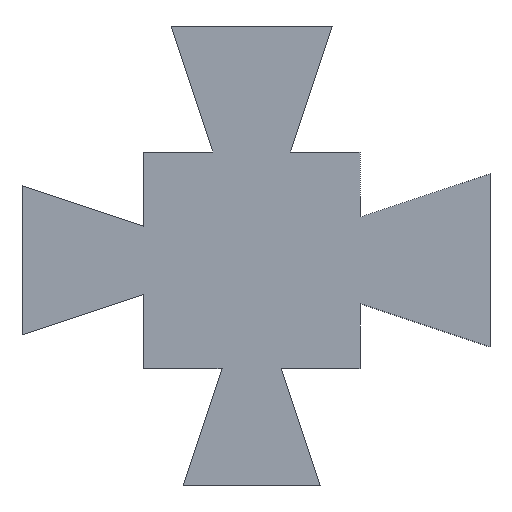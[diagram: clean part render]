
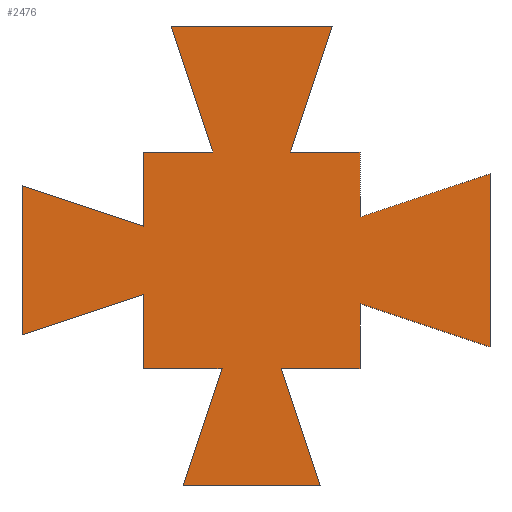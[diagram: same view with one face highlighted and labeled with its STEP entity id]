
A CAD part, front view. The second image highlights one B-rep face of the part: STEP entity #2476.
In plain terms, the highlighted planar face has unit normal (0, -1, 0).
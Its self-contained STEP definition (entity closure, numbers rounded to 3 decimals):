
#86=PLANE('',#2556);
#216=FACE_OUTER_BOUND('',#352,.T.);
#352=EDGE_LOOP('',(#2240,#2241,#2242,#2243,#2244,#2245,#2246,#2247,#2248,
#2249,#2250,#2251,#2252,#2253,#2254,#2255,#2256,#2257,#2258,#2259));
#436=LINE('',#3409,#671);
#536=LINE('',#4642,#771);
#539=LINE('',#4648,#774);
#542=LINE('',#4655,#777);
#543=LINE('',#4658,#778);
#549=LINE('',#4670,#784);
#553=LINE('',#4679,#788);
#555=LINE('',#4682,#790);
#558=LINE('',#4688,#793);
#559=LINE('',#4690,#794);
#564=LINE('',#4700,#799);
#567=LINE('',#4706,#802);
#570=LINE('',#4712,#805);
#572=LINE('',#4715,#807);
#573=LINE('',#4718,#808);
#579=LINE('',#4730,#814);
#582=LINE('',#4736,#817);
#585=LINE('',#4742,#820);
#586=LINE('',#4744,#821);
#589=LINE('',#4748,#824);
#671=VECTOR('',#2689,10.);
#771=VECTOR('',#2831,10.);
#774=VECTOR('',#2836,10.);
#777=VECTOR('',#2843,10.);
#778=VECTOR('',#2846,10.);
#784=VECTOR('',#2854,10.);
#788=VECTOR('',#2860,10.);
#790=VECTOR('',#2864,10.);
#793=VECTOR('',#2869,10.);
#794=VECTOR('',#2872,10.);
#799=VECTOR('',#2879,10.);
#802=VECTOR('',#2884,10.);
#805=VECTOR('',#2889,10.);
#807=VECTOR('',#2893,10.);
#808=VECTOR('',#2896,10.);
#814=VECTOR('',#2904,10.);
#817=VECTOR('',#2909,10.);
#820=VECTOR('',#2914,10.);
#821=VECTOR('',#2917,10.);
#824=VECTOR('',#2922,10.);
#1025=VERTEX_POINT('',#3402);
#1028=VERTEX_POINT('',#3407);
#1160=VERTEX_POINT('',#4640);
#1162=VERTEX_POINT('',#4645);
#1164=VERTEX_POINT('',#4653);
#1165=VERTEX_POINT('',#4657);
#1168=VERTEX_POINT('',#4664);
#1170=VERTEX_POINT('',#4668);
#1172=VERTEX_POINT('',#4673);
#1174=VERTEX_POINT('',#4677);
#1176=VERTEX_POINT('',#4686);
#1178=VERTEX_POINT('',#4694);
#1180=VERTEX_POINT('',#4698);
#1182=VERTEX_POINT('',#4704);
#1184=VERTEX_POINT('',#4709);
#1185=VERTEX_POINT('',#4717);
#1188=VERTEX_POINT('',#4724);
#1190=VERTEX_POINT('',#4728);
#1192=VERTEX_POINT('',#4734);
#1194=VERTEX_POINT('',#4740);
#1306=EDGE_CURVE('',#1025,#1028,#436,.T.);
#1504=EDGE_CURVE('',#1028,#1160,#536,.T.);
#1507=EDGE_CURVE('',#1162,#1025,#539,.T.);
#1510=EDGE_CURVE('',#1160,#1164,#542,.T.);
#1511=EDGE_CURVE('',#1165,#1162,#543,.T.);
#1517=EDGE_CURVE('',#1168,#1170,#549,.T.);
#1521=EDGE_CURVE('',#1172,#1174,#553,.T.);
#1523=EDGE_CURVE('',#1174,#1168,#555,.T.);
#1526=EDGE_CURVE('',#1170,#1176,#558,.T.);
#1527=EDGE_CURVE('',#1164,#1172,#559,.T.);
#1532=EDGE_CURVE('',#1178,#1180,#564,.T.);
#1535=EDGE_CURVE('',#1180,#1182,#567,.T.);
#1538=EDGE_CURVE('',#1184,#1178,#570,.T.);
#1540=EDGE_CURVE('',#1182,#1165,#572,.T.);
#1541=EDGE_CURVE('',#1185,#1184,#573,.T.);
#1547=EDGE_CURVE('',#1188,#1190,#579,.T.);
#1550=EDGE_CURVE('',#1190,#1192,#582,.T.);
#1553=EDGE_CURVE('',#1192,#1194,#585,.T.);
#1554=EDGE_CURVE('',#1176,#1188,#586,.T.);
#1557=EDGE_CURVE('',#1194,#1185,#589,.T.);
#2240=ORIENTED_EDGE('',*,*,#1554,.T.);
#2241=ORIENTED_EDGE('',*,*,#1547,.T.);
#2242=ORIENTED_EDGE('',*,*,#1550,.T.);
#2243=ORIENTED_EDGE('',*,*,#1553,.T.);
#2244=ORIENTED_EDGE('',*,*,#1557,.T.);
#2245=ORIENTED_EDGE('',*,*,#1541,.T.);
#2246=ORIENTED_EDGE('',*,*,#1538,.T.);
#2247=ORIENTED_EDGE('',*,*,#1532,.T.);
#2248=ORIENTED_EDGE('',*,*,#1535,.T.);
#2249=ORIENTED_EDGE('',*,*,#1540,.T.);
#2250=ORIENTED_EDGE('',*,*,#1511,.T.);
#2251=ORIENTED_EDGE('',*,*,#1507,.T.);
#2252=ORIENTED_EDGE('',*,*,#1306,.T.);
#2253=ORIENTED_EDGE('',*,*,#1504,.T.);
#2254=ORIENTED_EDGE('',*,*,#1510,.T.);
#2255=ORIENTED_EDGE('',*,*,#1527,.T.);
#2256=ORIENTED_EDGE('',*,*,#1521,.T.);
#2257=ORIENTED_EDGE('',*,*,#1523,.T.);
#2258=ORIENTED_EDGE('',*,*,#1517,.T.);
#2259=ORIENTED_EDGE('',*,*,#1526,.T.);
#2476=ADVANCED_FACE('',(#216),#86,.T.);
#2556=AXIS2_PLACEMENT_3D('',#4749,#2923,#2924);
#2689=DIRECTION('',(1.,0.,0.));
#2831=DIRECTION('',(-0.316,0.,0.949));
#2836=DIRECTION('',(-0.316,0.,-0.949));
#2843=DIRECTION('',(1.,0.,0.));
#2846=DIRECTION('',(1.,0.,0.));
#2854=DIRECTION('',(-0.949,0.,-0.316));
#2860=DIRECTION('',(0.949,0.,-0.316));
#2864=DIRECTION('',(0.,0.,1.));
#2869=DIRECTION('',(0.,0.,1.));
#2872=DIRECTION('',(0.,0.,1.));
#2879=DIRECTION('',(0.,0.,-1.));
#2884=DIRECTION('',(0.949,0.,0.316));
#2889=DIRECTION('',(-0.949,0.,0.316));
#2893=DIRECTION('',(0.,0.,-1.));
#2896=DIRECTION('',(0.,0.,-1.));
#2904=DIRECTION('',(0.316,0.,0.949));
#2909=DIRECTION('',(-1.,0.,0.));
#2914=DIRECTION('',(0.316,0.,-0.949));
#2917=DIRECTION('',(-1.,0.,0.));
#2922=DIRECTION('',(-1.,0.,0.));
#2923=DIRECTION('center_axis',(0.,-1.,0.));
#2924=DIRECTION('ref_axis',(0.,0.,-1.));
#3402=CARTESIAN_POINT('',(0.916,-2.5,-2.7));
#3407=CARTESIAN_POINT('',(4.084,-2.5,-2.7));
#3409=CARTESIAN_POINT('',(0.916,-2.5,-2.7));
#4640=CARTESIAN_POINT('',(3.184,-2.5,0.));
#4642=CARTESIAN_POINT('',(4.084,-2.5,-2.7));
#4645=CARTESIAN_POINT('',(1.816,-2.5,0.));
#4648=CARTESIAN_POINT('',(1.816,-2.5,0.));
#4653=CARTESIAN_POINT('',(5.,-2.5,0.));
#4655=CARTESIAN_POINT('',(0.,-2.5,0.));
#4657=CARTESIAN_POINT('',(0.,-2.5,0.));
#4658=CARTESIAN_POINT('',(0.,-2.5,0.));
#4664=CARTESIAN_POINT('',(8.,-2.5,4.5));
#4668=CARTESIAN_POINT('',(5.,-2.5,3.5));
#4670=CARTESIAN_POINT('',(8.,-2.5,4.5));
#4673=CARTESIAN_POINT('',(5.,-2.5,1.5));
#4677=CARTESIAN_POINT('',(8.,-2.5,0.5));
#4679=CARTESIAN_POINT('',(5.,-2.5,1.5));
#4682=CARTESIAN_POINT('',(8.,-2.5,4.5));
#4686=CARTESIAN_POINT('',(5.,-2.5,5.));
#4688=CARTESIAN_POINT('',(5.,-2.5,0.));
#4690=CARTESIAN_POINT('',(5.,-2.5,0.));
#4694=CARTESIAN_POINT('',(-2.8,-2.5,4.223));
#4698=CARTESIAN_POINT('',(-2.8,-2.5,0.777));
#4700=CARTESIAN_POINT('',(-2.8,-2.5,4.223));
#4704=CARTESIAN_POINT('',(0.,-2.5,1.711));
#4706=CARTESIAN_POINT('',(0.,-2.5,1.711));
#4709=CARTESIAN_POINT('',(0.,-2.5,3.289));
#4712=CARTESIAN_POINT('',(-2.8,-2.5,4.223));
#4715=CARTESIAN_POINT('',(0.,-2.5,5.));
#4717=CARTESIAN_POINT('',(0.,-2.5,5.));
#4718=CARTESIAN_POINT('',(0.,-2.5,5.));
#4724=CARTESIAN_POINT('',(3.395,-2.5,5.));
#4728=CARTESIAN_POINT('',(4.361,-2.5,7.9));
#4730=CARTESIAN_POINT('',(4.361,-2.5,7.9));
#4734=CARTESIAN_POINT('',(0.639,-2.5,7.9));
#4736=CARTESIAN_POINT('',(0.639,-2.5,7.9));
#4740=CARTESIAN_POINT('',(1.605,-2.5,5.));
#4742=CARTESIAN_POINT('',(1.605,-2.5,5.));
#4744=CARTESIAN_POINT('',(5.,-2.5,5.));
#4748=CARTESIAN_POINT('',(5.,-2.5,5.));
#4749=CARTESIAN_POINT('Origin',(2.5,-2.5,2.5));
